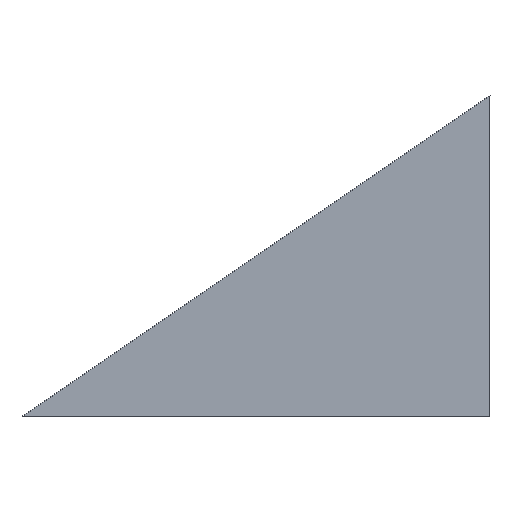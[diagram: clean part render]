
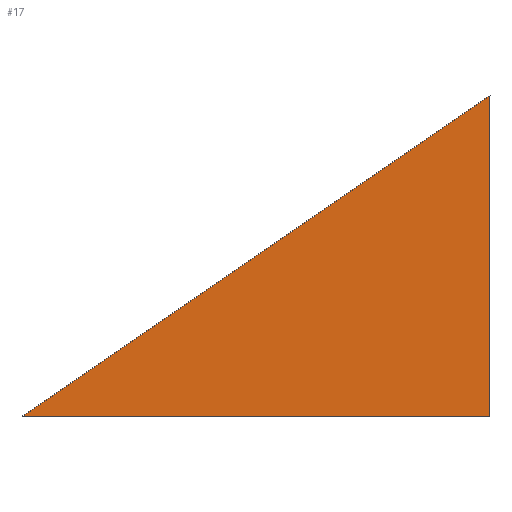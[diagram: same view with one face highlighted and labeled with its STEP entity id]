
A CAD part, front view. The second image highlights one B-rep face of the part: STEP entity #17.
In plain terms, the highlighted planar face has unit normal (0, 1, 0).
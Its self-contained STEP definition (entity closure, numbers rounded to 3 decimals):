
#17 = ADVANCED_FACE('',(#18),#31,.T.);
#18 = FACE_BOUND('',#19,.T.);
#19 = EDGE_LOOP('',(#20,#41,#55));
#20 = ORIENTED_EDGE('',*,*,#21,.F.);
#21 = EDGE_CURVE('',#22,#24,#26,.T.);
#22 = VERTEX_POINT('',#23);
#23 = CARTESIAN_POINT('',(308.142,11.537,32.632
    ));
#24 = VERTEX_POINT('',#25);
#25 = CARTESIAN_POINT('',(308.252,11.537,
    32.632));
#26 = SURFACE_CURVE('',#27,(#30),.PCURVE_S1.);
#27 = B_SPLINE_CURVE_WITH_KNOTS('',1,(#28,#29),.UNSPECIFIED.,.F.,.F.,(2,
    2),(-0.11,0.),.PIECEWISE_BEZIER_KNOTS.);
#28 = CARTESIAN_POINT('',(308.142,11.537,32.632
    ));
#29 = CARTESIAN_POINT('',(308.252,11.537,
    32.632));
#30 = PCURVE('',#31,#36);
#31 = PLANE('',#32);
#32 = AXIS2_PLACEMENT_3D('',#33,#34,#35);
#33 = CARTESIAN_POINT('',(307.411,11.537,
    31.905));
#34 = DIRECTION('',(0.,1.,0.));
#35 = DIRECTION('',(-1.,0.,
    0.));
#36 = DEFINITIONAL_REPRESENTATION('',(#37),#40);
#37 = B_SPLINE_CURVE_WITH_KNOTS('',1,(#38,#39),.UNSPECIFIED.,.F.,.F.,(2,
    2),(-0.11,0.),.PIECEWISE_BEZIER_KNOTS.);
#38 = CARTESIAN_POINT('',(-0.731,0.728));
#39 = CARTESIAN_POINT('',(-0.841,0.728));
#40 = ( GEOMETRIC_REPRESENTATION_CONTEXT(2) 
PARAMETRIC_REPRESENTATION_CONTEXT() REPRESENTATION_CONTEXT('2D SPACE',''
  ) );
#41 = ORIENTED_EDGE('',*,*,#42,.F.);
#42 = EDGE_CURVE('',#43,#22,#45,.T.);
#43 = VERTEX_POINT('',#44);
#44 = CARTESIAN_POINT('',(308.252,11.537,
    32.708));
#45 = SURFACE_CURVE('',#46,(#49),.PCURVE_S1.);
#46 = B_SPLINE_CURVE_WITH_KNOTS('',1,(#47,#48),.UNSPECIFIED.,.F.,.F.,(2,
    2),(-0.134,0.),.PIECEWISE_BEZIER_KNOTS.);
#47 = CARTESIAN_POINT('',(308.252,11.537,
    32.708));
#48 = CARTESIAN_POINT('',(308.142,11.537,32.632
    ));
#49 = PCURVE('',#31,#50);
#50 = DEFINITIONAL_REPRESENTATION('',(#51),#54);
#51 = B_SPLINE_CURVE_WITH_KNOTS('',1,(#52,#53),.UNSPECIFIED.,.F.,.F.,(2,
    2),(-0.134,0.),.PIECEWISE_BEZIER_KNOTS.);
#52 = CARTESIAN_POINT('',(-0.841,0.803));
#53 = CARTESIAN_POINT('',(-0.731,0.728));
#54 = ( GEOMETRIC_REPRESENTATION_CONTEXT(2) 
PARAMETRIC_REPRESENTATION_CONTEXT() REPRESENTATION_CONTEXT('2D SPACE',''
  ) );
#55 = ORIENTED_EDGE('',*,*,#56,.F.);
#56 = EDGE_CURVE('',#24,#43,#57,.T.);
#57 = SURFACE_CURVE('',#58,(#61),.PCURVE_S1.);
#58 = B_SPLINE_CURVE_WITH_KNOTS('',1,(#59,#60),.UNSPECIFIED.,.F.,.F.,(2,
    2),(-0.076,0.),.PIECEWISE_BEZIER_KNOTS.);
#59 = CARTESIAN_POINT('',(308.252,11.537,
    32.632));
#60 = CARTESIAN_POINT('',(308.252,11.537,
    32.708));
#61 = PCURVE('',#31,#62);
#62 = DEFINITIONAL_REPRESENTATION('',(#63),#66);
#63 = B_SPLINE_CURVE_WITH_KNOTS('',1,(#64,#65),.UNSPECIFIED.,.F.,.F.,(2,
    2),(-0.076,0.),.PIECEWISE_BEZIER_KNOTS.);
#64 = CARTESIAN_POINT('',(-0.841,0.728));
#65 = CARTESIAN_POINT('',(-0.841,0.803));
#66 = ( GEOMETRIC_REPRESENTATION_CONTEXT(2) 
PARAMETRIC_REPRESENTATION_CONTEXT() REPRESENTATION_CONTEXT('2D SPACE',''
  ) );
